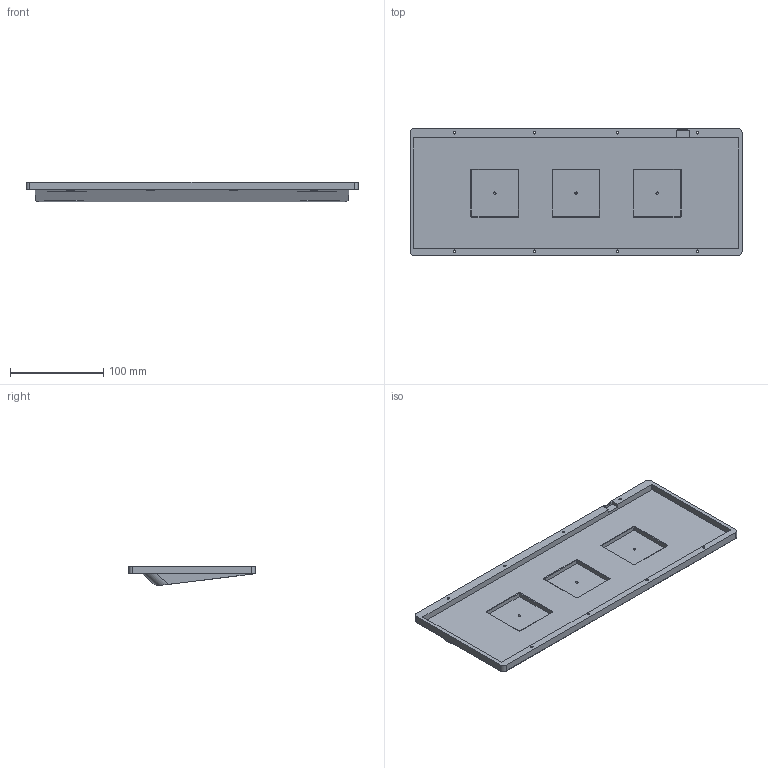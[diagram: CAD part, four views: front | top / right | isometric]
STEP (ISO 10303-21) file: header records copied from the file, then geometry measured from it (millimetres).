
FILE_DESCRIPTION(/* description */ (''),/* implementation_level */ '2;1');
FILE_NAME(/* name */ 'Bottom Case.step',/* time_stamp */ '2021-04-21T22:54:46+03:00',/* author */ (''),/* organization */ (''),/* preprocessor_version */ 'ST-DEVELOPER v18.1',/* originating_system */ 'Autodesk Translation Framework v10.6.0.1341',/* authorisation */ '');
FILE_SCHEMA (('AUTOMOTIVE_DESIGN { 1 0 10303 214 3 1 1 }'));
Length unit declared in the file: millimetre
Products named in the file (1): FusionComponent
Bounding box: 355.66 x 135.56 x 21.18 mm (x, y, z)
Volume: 330639.8 mm3; surface area: 117581.1 mm2
Topology: 1 solids, 1 shells, 198 faces, 487 edges, 302 vertices
Faces by surface type: plane 103, cylinder 49, cone 34, bspline 12
Full cylindrical faces by diameter (mm): 2.529 x11
Entity records: 6195 total; most frequent: CARTESIAN_POINT 1460, ORIENTED_EDGE 974, DIRECTION 953, EDGE_CURVE 487, LINE 331, VECTOR 331, AXIS2_PLACEMENT_3D 311, VERTEX_POINT 302
